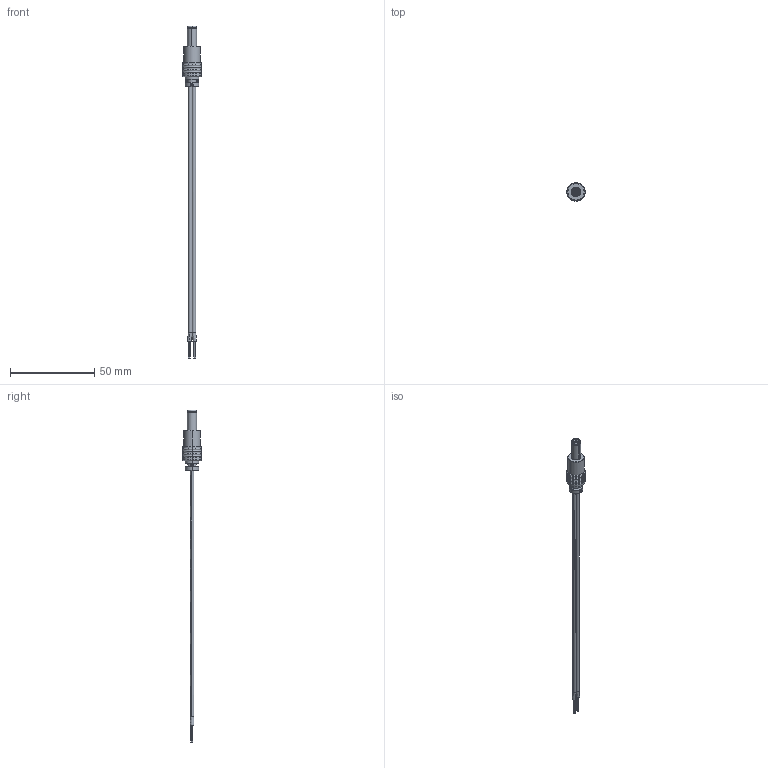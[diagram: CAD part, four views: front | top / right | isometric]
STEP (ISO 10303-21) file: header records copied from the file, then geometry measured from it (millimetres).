
FILE_DESCRIPTION (( 'STEP AP203' ), '1' );
FILE_NAME ('053-0186R.step', '2016-09-15T23:04:57', ( '' ), ( '' ), 'SwSTEP 2.0', 'SolidWorks 2015', '' );
FILE_SCHEMA (( 'CONFIG_CONTROL_DESIGN' ));
Length unit declared in the file: millimetre
Products named in the file (8): 50-00126 shell; 50-00126 insulator; 30-00007_stripped and tinned; 24-00016; 053-0186R; 50-00126 pin2; 50-00126; 50-00126 pin1
Assembly tree (7 placements, depth 3):
  053-0186R
    30-00007_stripped and tinned
    24-00016
    50-00126
      50-00126 insulator
      50-00126 pin1
      50-00126 pin2
      50-00126 shell
Bounding box: 11 x 11 x 196.9 mm (x, y, z)
Volume: 3206.5 mm3; surface area: 17834.8 mm2
Topology: 177 solids, 177 shells, 1211 faces, 2179 edges, 1424 vertices
Faces by surface type: cylinder 559, plane 520, bspline 62, torus 60, cone 10
Entity records: 32473 total; most frequent: CARTESIAN_POINT 7369, DIRECTION 5586, ORIENTED_EDGE 4354, AXIS2_PLACEMENT_3D 2436, EDGE_CURVE 2177, VERTEX_POINT 1424, EDGE_LOOP 1321, CIRCLE 1276
